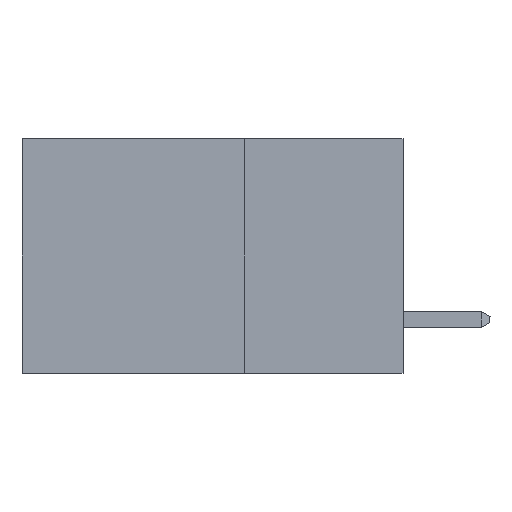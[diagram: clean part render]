
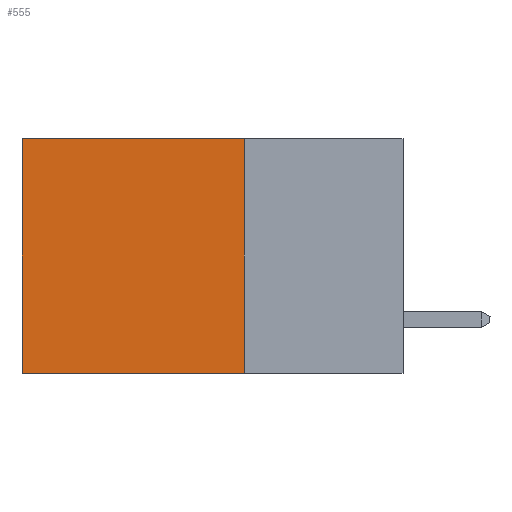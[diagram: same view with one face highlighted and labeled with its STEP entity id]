
A CAD part, left-side view. The second image highlights one B-rep face of the part: STEP entity #555.
In plain terms, the highlighted planar face has unit normal (-1, 0, 0).
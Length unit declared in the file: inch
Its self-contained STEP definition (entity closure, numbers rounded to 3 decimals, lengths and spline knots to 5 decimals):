
#555 = ADVANCED_FACE ( 'NONE', ( #16869 ), #999, .F. ) ;
#999 = PLANE ( 'NONE',  #32014 ) ;
#1478 = VERTEX_POINT ( 'NONE', #24456 ) ;
#2245 = DIRECTION ( 'NONE',  ( 0., 0., -1. ) ) ;
#2383 = EDGE_LOOP ( 'NONE', ( #28263, #9264, #14620, #7875 ) ) ;
#2471 = LINE ( 'NONE', #36391, #10045 ) ;
#3423 = CARTESIAN_POINT ( 'NONE',  ( 0.2875, 0.25, -0.37 ) ) ;
#4125 = EDGE_CURVE ( 'NONE', #30710, #9553, #32059, .T. ) ;
#4188 = LINE ( 'NONE', #14781, #10501 ) ;
#6108 = CARTESIAN_POINT ( 'NONE',  ( 0.2875, 0.6, -0.37 ) ) ;
#6851 = DIRECTION ( 'NONE',  ( 0., 0., -1. ) ) ;
#7366 = LINE ( 'NONE', #23063, #21632 ) ;
#7785 = DIRECTION ( 'NONE',  ( 0., 1., 0. ) ) ;
#7875 = ORIENTED_EDGE ( 'NONE', *, *, #28235, .T. ) ;
#9264 = ORIENTED_EDGE ( 'NONE', *, *, #4125, .F. ) ;
#9553 = VERTEX_POINT ( 'NONE', #6108 ) ;
#10045 = VECTOR ( 'NONE', #2245, 39.37008 ) ;
#10308 = DIRECTION ( 'NONE',  ( 0., 1., 0. ) ) ;
#10476 = DIRECTION ( 'NONE',  ( 0., 0., -1. ) ) ;
#10501 = VECTOR ( 'NONE', #10476, 39.37008 ) ;
#14620 = ORIENTED_EDGE ( 'NONE', *, *, #18627, .F. ) ;
#14781 = CARTESIAN_POINT ( 'NONE',  ( 0.2875, 0.6, 0. ) ) ;
#14964 = EDGE_CURVE ( 'NONE', #1478, #9553, #4188, .T. ) ;
#16869 = FACE_OUTER_BOUND ( 'NONE', #2383, .T. ) ;
#16981 = CARTESIAN_POINT ( 'NONE',  ( 0.2875, 0.25, -0.37 ) ) ;
#17347 = CARTESIAN_POINT ( 'NONE',  ( 0.2875, 0.25, 0. ) ) ;
#18627 = EDGE_CURVE ( 'NONE', #36987, #30710, #2471, .T. ) ;
#19832 = DIRECTION ( 'NONE',  ( 1., 0., 0. ) ) ;
#21632 = VECTOR ( 'NONE', #7785, 39.37008 ) ;
#23063 = CARTESIAN_POINT ( 'NONE',  ( 0.2875, 0.25, 0. ) ) ;
#24456 = CARTESIAN_POINT ( 'NONE',  ( 0.2875, 0.6, 0. ) ) ;
#26360 = VECTOR ( 'NONE', #10308, 39.37008 ) ;
#28235 = EDGE_CURVE ( 'NONE', #36987, #1478, #7366, .T. ) ;
#28263 = ORIENTED_EDGE ( 'NONE', *, *, #14964, .T. ) ;
#30710 = VERTEX_POINT ( 'NONE', #16981 ) ;
#32014 = AXIS2_PLACEMENT_3D ( 'NONE', #32348, #19832, #6851 ) ;
#32059 = LINE ( 'NONE', #3423, #26360 ) ;
#32348 = CARTESIAN_POINT ( 'NONE',  ( 0.2875, 0.25, 0. ) ) ;
#36391 = CARTESIAN_POINT ( 'NONE',  ( 0.2875, 0.25, 0. ) ) ;
#36987 = VERTEX_POINT ( 'NONE', #17347 ) ;
